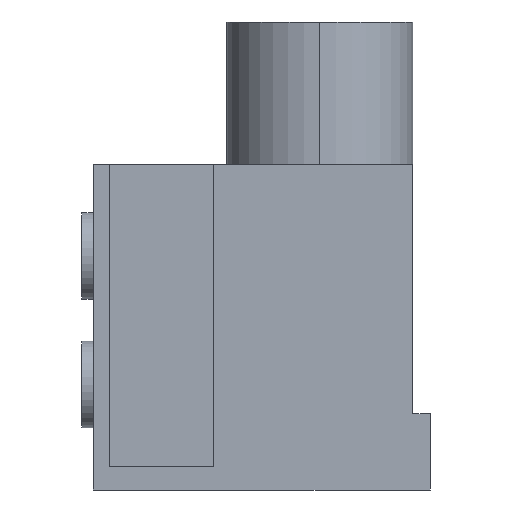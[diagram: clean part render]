
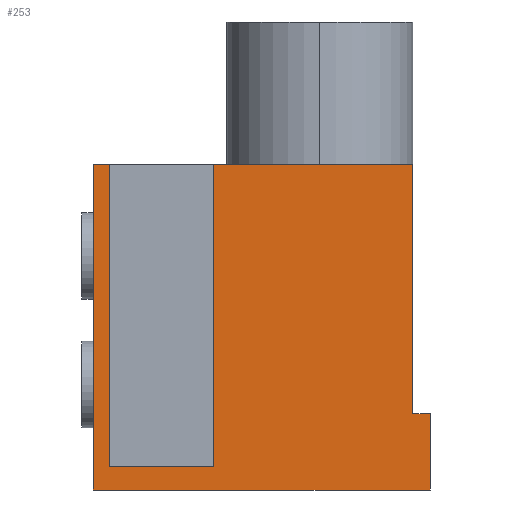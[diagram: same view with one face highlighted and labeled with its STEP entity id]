
A CAD part, left-side view. The second image highlights one B-rep face of the part: STEP entity #253.
In plain terms, the highlighted planar face has unit normal (-1, 0, 0).
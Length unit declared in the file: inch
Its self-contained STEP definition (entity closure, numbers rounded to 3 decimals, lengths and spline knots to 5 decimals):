
#17 = CARTESIAN_POINT ( 'NONE',  ( -1.08353, 0.07753, 0. ) ) ;
#32 = LINE ( 'NONE', #17, #1707 ) ;
#33 = CARTESIAN_POINT ( 'NONE',  ( -1.08353, 0.07753, 0. ) ) ;
#38 = VERTEX_POINT ( 'NONE', #1406 ) ;
#124 = VERTEX_POINT ( 'NONE', #309 ) ;
#141 = DIRECTION ( 'NONE',  ( -1., 0., 0. ) ) ;
#156 = PLANE ( 'NONE',  #798 ) ;
#176 = CARTESIAN_POINT ( 'NONE',  ( -1.08353, 0.01847, 0. ) ) ;
#253 = ADVANCED_FACE ( 'NONE', ( #731 ), #156, .T. ) ;
#307 = VECTOR ( 'NONE', #402, 39.37008 ) ;
#309 = CARTESIAN_POINT ( 'NONE',  ( -1.08353, 0.07753, 1.01575 ) ) ;
#313 = ORIENTED_EDGE ( 'NONE', *, *, #813, .T. ) ;
#366 = CARTESIAN_POINT ( 'NONE',  ( -1.08353, 0.798, 0. ) ) ;
#371 = ORIENTED_EDGE ( 'NONE', *, *, #661, .T. ) ;
#402 = DIRECTION ( 'NONE',  ( 0., 1., 0. ) ) ;
#428 = CARTESIAN_POINT ( 'NONE',  ( -1.08353, 1.04603, 0. ) ) ;
#442 = CARTESIAN_POINT ( 'NONE',  ( -1.08353, 1.15233, -0.07874 ) ) ;
#455 = CARTESIAN_POINT ( 'NONE',  ( -1.08353, 1.04603, 1.01575 ) ) ;
#464 = EDGE_CURVE ( 'NONE', #2038, #2165, #2543, .T. ) ;
#478 = VERTEX_POINT ( 'NONE', #1655 ) ;
#544 = B_SPLINE_CURVE_WITH_KNOTS ( 'NONE', 1,
 ( #1957, #789 ),
 .UNSPECIFIED., .F., .F.,
 ( 2, 2 ),
 ( 0., 1. ),
 .UNSPECIFIED. ) ;
#554 = VERTEX_POINT ( 'NONE', #2064 ) ;
#585 = DIRECTION ( 'NONE',  ( 0., 0., 1. ) ) ;
#593 = ORIENTED_EDGE ( 'NONE', *, *, #1884, .T. ) ;
#620 = CARTESIAN_POINT ( 'NONE',  ( -1.08353, 0.07753, -0.07874 ) ) ;
#661 = EDGE_CURVE ( 'NONE', #1548, #1754, #1536, .T. ) ;
#695 = EDGE_LOOP ( 'NONE', ( #768, #807, #2328, #593, #1475, #1367, #313, #1584, #1977, #371 ) ) ;
#706 = EDGE_CURVE ( 'NONE', #478, #888, #1923, .T. ) ;
#716 = DIRECTION ( 'NONE',  ( 0., 0., -1. ) ) ;
#731 = FACE_OUTER_BOUND ( 'NONE', #695, .T. ) ;
#763 = LINE ( 'NONE', #366, #957 ) ;
#768 = ORIENTED_EDGE ( 'NONE', *, *, #1918, .T. ) ;
#781 = EDGE_CURVE ( 'NONE', #124, #38, #32, .T. ) ;
#789 = CARTESIAN_POINT ( 'NONE',  ( -1.08353, 0.798, 1.01575 ) ) ;
#798 = AXIS2_PLACEMENT_3D ( 'NONE', #1916, #141, #1903 ) ;
#807 = ORIENTED_EDGE ( 'NONE', *, *, #781, .F. ) ;
#813 = EDGE_CURVE ( 'NONE', #2165, #478, #2051, .T. ) ;
#888 = VERTEX_POINT ( 'NONE', #442 ) ;
#957 = VECTOR ( 'NONE', #716, 39.37008 ) ;
#1025 = CARTESIAN_POINT ( 'NONE',  ( -1.08353, 1.04603, 1.01575 ) ) ;
#1105 = CARTESIAN_POINT ( 'NONE',  ( -1.08353, 0.01847, 0.17717 ) ) ;
#1125 = DIRECTION ( 'NONE',  ( 0., 0., 1. ) ) ;
#1126 = LINE ( 'NONE', #1347, #2319 ) ;
#1149 = CARTESIAN_POINT ( 'NONE',  ( -1.08353, 0.798, 0. ) ) ;
#1175 = VECTOR ( 'NONE', #1125, 39.37008 ) ;
#1313 = DIRECTION ( 'NONE',  ( 0., 0., -1. ) ) ;
#1335 = DIRECTION ( 'NONE',  ( 0., 1., 0. ) ) ;
#1347 = CARTESIAN_POINT ( 'NONE',  ( -1.08353, 0.07753, 0.17717 ) ) ;
#1367 = ORIENTED_EDGE ( 'NONE', *, *, #464, .T. ) ;
#1379 = VECTOR ( 'NONE', #1313, 39.37008 ) ;
#1406 = CARTESIAN_POINT ( 'NONE',  ( -1.08353, 0.07753, 0.17717 ) ) ;
#1475 = ORIENTED_EDGE ( 'NONE', *, *, #2004, .T. ) ;
#1536 = LINE ( 'NONE', #176, #1175 ) ;
#1548 = VERTEX_POINT ( 'NONE', #2315 ) ;
#1557 = VECTOR ( 'NONE', #2203, 39.37008 ) ;
#1563 = CARTESIAN_POINT ( 'NONE',  ( -1.08353, 1.15233, 1.01575 ) ) ;
#1584 = ORIENTED_EDGE ( 'NONE', *, *, #706, .T. ) ;
#1655 = CARTESIAN_POINT ( 'NONE',  ( -1.08353, 1.15233, 1.01575 ) ) ;
#1707 = VECTOR ( 'NONE', #2386, 39.37008 ) ;
#1754 = VERTEX_POINT ( 'NONE', #1105 ) ;
#1884 = EDGE_CURVE ( 'NONE', #554, #2421, #763, .T. ) ;
#1903 = DIRECTION ( 'NONE',  ( 0., -1., 0. ) ) ;
#1916 = CARTESIAN_POINT ( 'NONE',  ( -1.08353, 0.07753, 0. ) ) ;
#1918 = EDGE_CURVE ( 'NONE', #1754, #38, #1126, .T. ) ;
#1923 = LINE ( 'NONE', #2299, #1379 ) ;
#1957 = CARTESIAN_POINT ( 'NONE',  ( -1.08353, 0.07753, 1.01575 ) ) ;
#1971 = LINE ( 'NONE', #33, #307 ) ;
#1977 = ORIENTED_EDGE ( 'NONE', *, *, #2453, .T. ) ;
#2004 = EDGE_CURVE ( 'NONE', #2421, #2038, #1971, .T. ) ;
#2038 = VERTEX_POINT ( 'NONE', #428 ) ;
#2051 = B_SPLINE_CURVE_WITH_KNOTS ( 'NONE', 1,
 ( #1025, #1563 ),
 .UNSPECIFIED., .F., .F.,
 ( 2, 2 ),
 ( 0., 1. ),
 .UNSPECIFIED. ) ;
#2064 = CARTESIAN_POINT ( 'NONE',  ( -1.08353, 0.798, 1.01575 ) ) ;
#2088 = EDGE_CURVE ( 'NONE', #124, #554, #544, .T. ) ;
#2165 = VERTEX_POINT ( 'NONE', #455 ) ;
#2203 = DIRECTION ( 'NONE',  ( 0., -1., 0. ) ) ;
#2299 = CARTESIAN_POINT ( 'NONE',  ( -1.08353, 1.15233, 0. ) ) ;
#2315 = CARTESIAN_POINT ( 'NONE',  ( -1.08353, 0.01847, -0.07874 ) ) ;
#2319 = VECTOR ( 'NONE', #1335, 39.37008 ) ;
#2328 = ORIENTED_EDGE ( 'NONE', *, *, #2088, .T. ) ;
#2352 = CARTESIAN_POINT ( 'NONE',  ( -1.08353, 1.04603, 0. ) ) ;
#2386 = DIRECTION ( 'NONE',  ( 0., 0., -1. ) ) ;
#2393 = LINE ( 'NONE', #620, #1557 ) ;
#2421 = VERTEX_POINT ( 'NONE', #1149 ) ;
#2453 = EDGE_CURVE ( 'NONE', #888, #1548, #2393, .T. ) ;
#2485 = VECTOR ( 'NONE', #585, 39.37008 ) ;
#2543 = LINE ( 'NONE', #2352, #2485 ) ;
